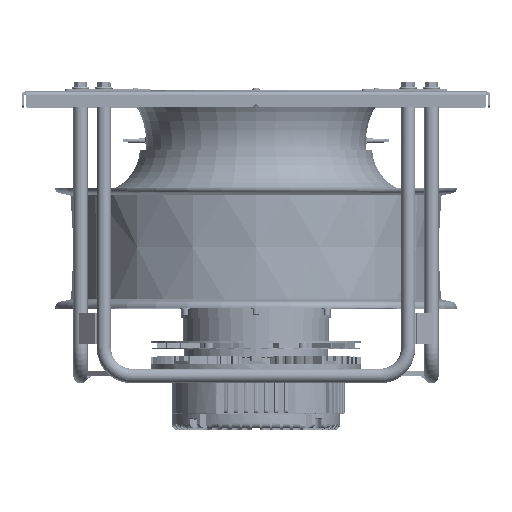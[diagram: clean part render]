
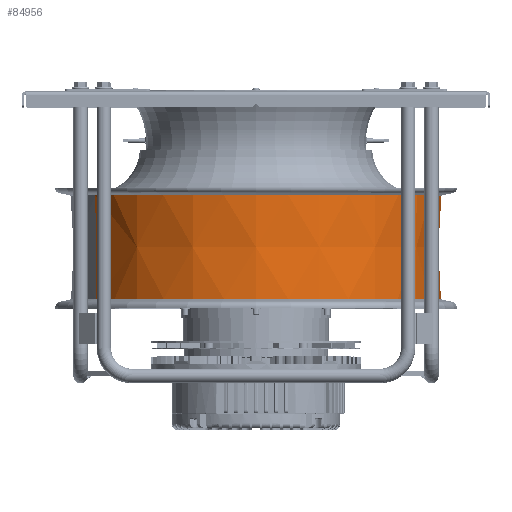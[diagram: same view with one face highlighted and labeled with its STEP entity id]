
A CAD part, top view. The second image highlights one B-rep face of the part: STEP entity #84956.
In plain terms, the highlighted conical face has half-angle 0.281 degrees and reference radius 237.388 mm.
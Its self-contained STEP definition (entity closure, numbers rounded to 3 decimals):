
#84239=CARTESIAN_POINT('',(0.,0.,0.));
#84240=DIRECTION('',(0.,1.,0.));
#84241=DIRECTION('',(0.,0.,1.));
#84242=AXIS2_PLACEMENT_3D('',#84239,#84240,#84241);
#84254=CARTESIAN_POINT('',(0.,133.047,0.));
#84255=DIRECTION('',(0.,1.,0.));
#84256=DIRECTION('',(-1.,0.,0.));
#84257=AXIS2_PLACEMENT_3D('',#84254,#84255,#84256);
#84259=CARTESIAN_POINT('',(0.,0.,0.));
#84260=DIRECTION('',(0.,1.,0.));
#84261=DIRECTION('',(-1.,0.,0.));
#84262=AXIS2_PLACEMENT_3D('',#84259,#84260,#84261);
#84274=DIRECTION('',(-0.005,-1.,0.));
#84275=VECTOR('',#84274,133.049);
#84276=CARTESIAN_POINT('',(237.714,133.047,
0.));
#84277=LINE('',#84276,#84275);
#84283=DIRECTION('',(0.005,-1.,0.));
#84284=VECTOR('',#84283,133.049);
#84285=CARTESIAN_POINT('',(-237.714,133.047,
0.));
#84286=LINE('',#84285,#84284);
#84595=CARTESIAN_POINT('',(-237.714,133.047,
0.));
#84596=VERTEX_POINT('',#84595);
#84607=CARTESIAN_POINT('',(237.714,133.047,
0.));
#84608=VERTEX_POINT('',#84607);
#84609=CARTESIAN_POINT('',(-237.062,0.,
0.));
#84610=CARTESIAN_POINT('',(0.,0.,
237.062));
#84611=VERTEX_POINT('',#84609);
#84612=VERTEX_POINT('',#84610);
#84613=CARTESIAN_POINT('',(237.062,0.,0.));
#84614=VERTEX_POINT('',#84613);
#84940=CARTESIAN_POINT('',(0.,66.524,0.));
#84941=DIRECTION('',(0.,1.,0.));
#84942=DIRECTION('',(1.,0.,0.));
#84943=AXIS2_PLACEMENT_3D('',#84940,#84941,#84942);
#84944=CONICAL_SURFACE('',#84943,237.388,0.281);
#84946=ORIENTED_EDGE('',*,*,#84945,.F.);
#84948=ORIENTED_EDGE('',*,*,#84947,.F.);
#84950=ORIENTED_EDGE('',*,*,#84949,.T.);
#84952=ORIENTED_EDGE('',*,*,#84951,.T.);
#84953=ORIENTED_EDGE('',*,*,#84928,.F.);
#84954=EDGE_LOOP('',(#84946,#84948,#84950,#84952,#84953));
#84955=FACE_OUTER_BOUND('',#84954,.F.);
#84956=ADVANCED_FACE('',(#84955),#84944,.T.);
#84243=CIRCLE('',#84242,237.062);
#84258=CIRCLE('',#84257,237.714);
#84263=CIRCLE('',#84262,237.062);
#84928=EDGE_CURVE('',#84612,#84614,#84243,.T.);
#84945=EDGE_CURVE('',#84611,#84612,#84263,.T.);
#84947=EDGE_CURVE('',#84596,#84611,#84286,.T.);
#84949=EDGE_CURVE('',#84596,#84608,#84258,.T.);
#84951=EDGE_CURVE('',#84608,#84614,#84277,.T.);
